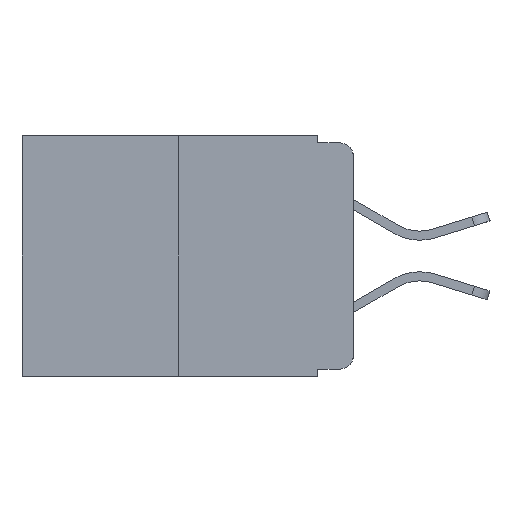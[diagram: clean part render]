
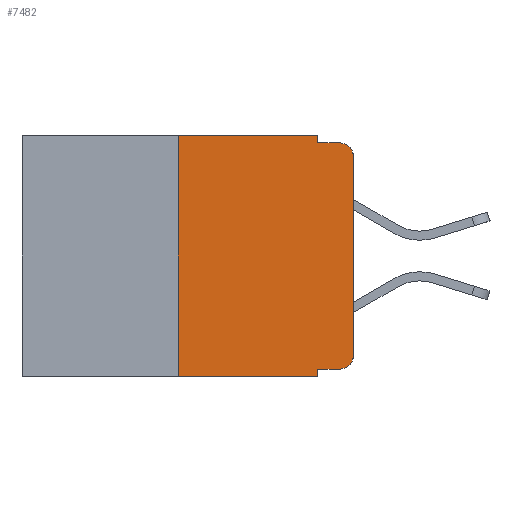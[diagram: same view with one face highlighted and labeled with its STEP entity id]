
A CAD part, left-side view. The second image highlights one B-rep face of the part: STEP entity #7482.
In plain terms, the highlighted planar face has unit normal (-1, 0, 0).
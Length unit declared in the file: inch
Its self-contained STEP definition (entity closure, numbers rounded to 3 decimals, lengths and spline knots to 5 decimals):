
#746 = ORIENTED_EDGE ( 'NONE', *, *, #5187, .F. ) ;
#882 = VERTEX_POINT ( 'NONE', #11359 ) ;
#1098 = VECTOR ( 'NONE', #10047, 39.37008 ) ;
#1215 = VERTEX_POINT ( 'NONE', #12705 ) ;
#1314 = CARTESIAN_POINT ( 'NONE',  ( 0., 0., -0.313 ) ) ;
#1395 = VECTOR ( 'NONE', #4887, 39.37008 ) ;
#1605 = CARTESIAN_POINT ( 'NONE',  ( 0., 0., -0.03 ) ) ;
#1759 = DIRECTION ( 'NONE',  ( 0., -1., 0. ) ) ;
#1772 = ORIENTED_EDGE ( 'NONE', *, *, #6503, .T. ) ;
#1882 = LINE ( 'NONE', #13458, #1395 ) ;
#1887 = ORIENTED_EDGE ( 'NONE', *, *, #14921, .F. ) ;
#1917 = CARTESIAN_POINT ( 'NONE',  ( 0., 0.25, -0.343 ) ) ;
#1930 = LINE ( 'NONE', #12947, #17157 ) ;
#2594 = ORIENTED_EDGE ( 'NONE', *, *, #17116, .F. ) ;
#2672 = FACE_OUTER_BOUND ( 'NONE', #11585, .T. ) ;
#2685 = PLANE ( 'NONE',  #11581 ) ;
#2722 = LINE ( 'NONE', #17602, #17023 ) ;
#2949 = DIRECTION ( 'NONE',  ( 0., -1., 0. ) ) ;
#3045 = EDGE_CURVE ( 'NONE', #17665, #1215, #2722, .T. ) ;
#3849 = EDGE_CURVE ( 'NONE', #6472, #9445, #12178, .T. ) ;
#4042 = ORIENTED_EDGE ( 'NONE', *, *, #13195, .T. ) ;
#4150 = VECTOR ( 'NONE', #9072, 39.37008 ) ;
#4222 = DIRECTION ( 'NONE',  ( 0., 0., -1. ) ) ;
#4887 = DIRECTION ( 'NONE',  ( 0., 0., -1. ) ) ;
#4936 = LINE ( 'NONE', #14739, #18624 ) ;
#5084 = CARTESIAN_POINT ( 'NONE',  ( 0., 0.051, 0. ) ) ;
#5187 = EDGE_CURVE ( 'NONE', #8615, #9445, #1930, .T. ) ;
#5641 = DIRECTION ( 'NONE',  ( 0., 0., -1. ) ) ;
#6170 = LINE ( 'NONE', #14129, #14143 ) ;
#6284 = AXIS2_PLACEMENT_3D ( 'NONE', #9961, #10258, #10217 ) ;
#6472 = VERTEX_POINT ( 'NONE', #1605 ) ;
#6503 = EDGE_CURVE ( 'NONE', #14850, #17035, #10119, .T. ) ;
#6641 = VERTEX_POINT ( 'NONE', #5084 ) ;
#6706 = CARTESIAN_POINT ( 'NONE',  ( 0., 0.051, -0.01 ) ) ;
#6967 = VERTEX_POINT ( 'NONE', #1314 ) ;
#7212 = CARTESIAN_POINT ( 'NONE',  ( 0., 0.473, 0. ) ) ;
#7454 = EDGE_CURVE ( 'NONE', #14850, #882, #6170, .T. ) ;
#7482 = ADVANCED_FACE ( 'NONE', ( #2672 ), #2685, .F. ) ;
#7528 = CARTESIAN_POINT ( 'NONE',  ( 0., 0.051, -0.333 ) ) ;
#7600 = ORIENTED_EDGE ( 'NONE', *, *, #3045, .F. ) ;
#8028 = ORIENTED_EDGE ( 'NONE', *, *, #8075, .T. ) ;
#8075 = EDGE_CURVE ( 'NONE', #17035, #6967, #13893, .T. ) ;
#8521 = DIRECTION ( 'NONE',  ( -1., 0., 0. ) ) ;
#8615 = VERTEX_POINT ( 'NONE', #6706 ) ;
#9072 = DIRECTION ( 'NONE',  ( 0., -1., 0. ) ) ;
#9392 = ORIENTED_EDGE ( 'NONE', *, *, #10239, .T. ) ;
#9445 = VERTEX_POINT ( 'NONE', #14399 ) ;
#9961 = CARTESIAN_POINT ( 'NONE',  ( 0., 0.02, -0.03 ) ) ;
#10047 = DIRECTION ( 'NONE',  ( 0., -1., 0. ) ) ;
#10119 = LINE ( 'NONE', #7528, #4150 ) ;
#10217 = DIRECTION ( 'NONE',  ( 0., 0., -1. ) ) ;
#10239 = EDGE_CURVE ( 'NONE', #6967, #6472, #4936, .T. ) ;
#10258 = DIRECTION ( 'NONE',  ( -1., 0., 0. ) ) ;
#10891 = AXIS2_PLACEMENT_3D ( 'NONE', #16909, #8521, #18292 ) ;
#10988 = ORIENTED_EDGE ( 'NONE', *, *, #3849, .T. ) ;
#11359 = CARTESIAN_POINT ( 'NONE',  ( 0., 0.051, -0.343 ) ) ;
#11389 = CARTESIAN_POINT ( 'NONE',  ( 0., 0.473, 0. ) ) ;
#11505 = ORIENTED_EDGE ( 'NONE', *, *, #7454, .F. ) ;
#11581 = AXIS2_PLACEMENT_3D ( 'NONE', #11389, #12774, #4222 ) ;
#11585 = EDGE_LOOP ( 'NONE', ( #9392, #10988, #746, #1887, #2594, #7600, #4042, #11505, #1772, #8028 ) ) ;
#11621 = CARTESIAN_POINT ( 'NONE',  ( 0., 0.473, -0.343 ) ) ;
#12178 = CIRCLE ( 'NONE', #6284, 0.02 ) ;
#12678 = LINE ( 'NONE', #7212, #1098 ) ;
#12705 = CARTESIAN_POINT ( 'NONE',  ( 0., 0.25, 0. ) ) ;
#12774 = DIRECTION ( 'NONE',  ( 1., 0., 0. ) ) ;
#12947 = CARTESIAN_POINT ( 'NONE',  ( 0., 0.051, -0.01 ) ) ;
#13195 = EDGE_CURVE ( 'NONE', #17665, #882, #13442, .T. ) ;
#13230 = CARTESIAN_POINT ( 'NONE',  ( 0., 0.051, -0.333 ) ) ;
#13320 = DIRECTION ( 'NONE',  ( 0., 0., 1. ) ) ;
#13442 = LINE ( 'NONE', #11621, #17595 ) ;
#13458 = CARTESIAN_POINT ( 'NONE',  ( 0., 0.051, 0. ) ) ;
#13893 = CIRCLE ( 'NONE', #10891, 0.02 ) ;
#14129 = CARTESIAN_POINT ( 'NONE',  ( 0., 0.051, 0. ) ) ;
#14143 = VECTOR ( 'NONE', #5641, 39.37008 ) ;
#14399 = CARTESIAN_POINT ( 'NONE',  ( 0., 0.02, -0.01 ) ) ;
#14739 = CARTESIAN_POINT ( 'NONE',  ( 0., 0., 0. ) ) ;
#14850 = VERTEX_POINT ( 'NONE', #13230 ) ;
#14921 = EDGE_CURVE ( 'NONE', #6641, #8615, #1882, .T. ) ;
#16890 = CARTESIAN_POINT ( 'NONE',  ( 0., 0.02, -0.333 ) ) ;
#16909 = CARTESIAN_POINT ( 'NONE',  ( 0., 0.02, -0.313 ) ) ;
#17023 = VECTOR ( 'NONE', #17654, 39.37008 ) ;
#17035 = VERTEX_POINT ( 'NONE', #16890 ) ;
#17116 = EDGE_CURVE ( 'NONE', #1215, #6641, #12678, .T. ) ;
#17157 = VECTOR ( 'NONE', #1759, 39.37008 ) ;
#17595 = VECTOR ( 'NONE', #2949, 39.37008 ) ;
#17602 = CARTESIAN_POINT ( 'NONE',  ( 0., 0.25, 0. ) ) ;
#17654 = DIRECTION ( 'NONE',  ( 0., 0., 1. ) ) ;
#17665 = VERTEX_POINT ( 'NONE', #1917 ) ;
#18292 = DIRECTION ( 'NONE',  ( 0., 0., -1. ) ) ;
#18624 = VECTOR ( 'NONE', #13320, 39.37008 ) ;
